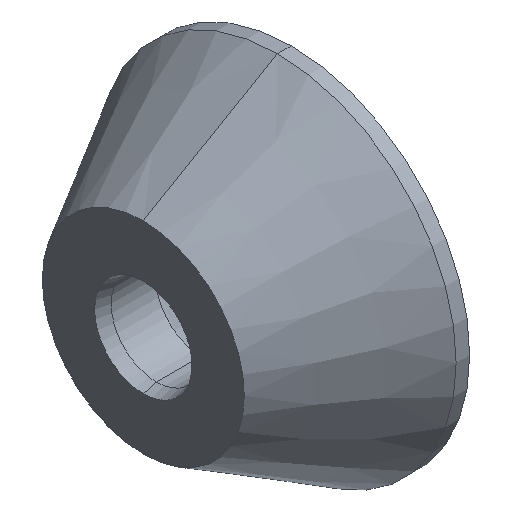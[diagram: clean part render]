
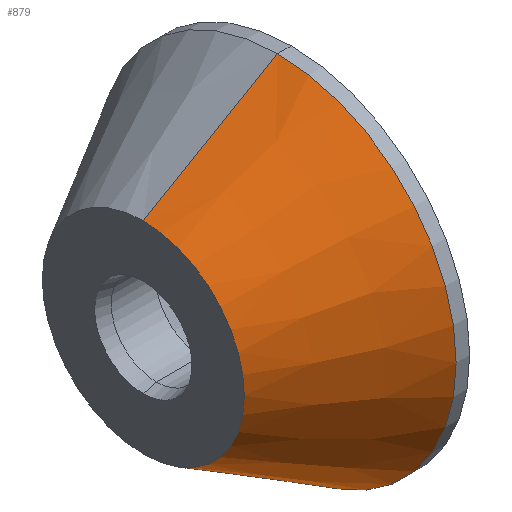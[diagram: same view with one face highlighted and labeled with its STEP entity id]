
A CAD part, isometric view. The second image highlights one B-rep face of the part: STEP entity #879.
In plain terms, the highlighted conical face has half-angle 30 degrees and reference radius 28 mm.
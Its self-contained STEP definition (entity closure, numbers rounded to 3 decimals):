
#5 = EDGE_LOOP ( 'NONE', ( #1118, #581, #744, #329 ) ) ;
#69 = EDGE_CURVE ( 'NONE', #620, #1346, #371, .T. ) ;
#106 = DIRECTION ( 'NONE',  ( 0.866, 0., 0.5 ) ) ;
#259 = CARTESIAN_POINT ( 'NONE',  ( 0., 0., 0. ) ) ;
#290 = DIRECTION ( 'NONE',  ( 0., 0., 1. ) ) ;
#300 = CARTESIAN_POINT ( 'NONE',  ( 0., 0., 0. ) ) ;
#329 = ORIENTED_EDGE ( 'NONE', *, *, #69, .T. ) ;
#340 = VECTOR ( 'NONE', #106, 1000. ) ;
#371 = CIRCLE ( 'NONE', #561, 49.5 ) ;
#429 = EDGE_CURVE ( 'NONE', #847, #1307, #667, .T. ) ;
#447 = AXIS2_PLACEMENT_3D ( 'NONE', #259, #783, #547 ) ;
#463 = EDGE_CURVE ( 'NONE', #847, #620, #1229, .T. ) ;
#537 = DIRECTION ( 'NONE',  ( 0.866, 0., -0.5 ) ) ;
#547 = DIRECTION ( 'NONE',  ( 0., 0., -1. ) ) ;
#561 = AXIS2_PLACEMENT_3D ( 'NONE', #1181, #597, #1546 ) ;
#581 = ORIENTED_EDGE ( 'NONE', *, *, #429, .F. ) ;
#585 = CARTESIAN_POINT ( 'NONE',  ( 37.239, 0., 49.5 ) ) ;
#597 = DIRECTION ( 'NONE',  ( -1., 0., 0. ) ) ;
#610 = FACE_OUTER_BOUND ( 'NONE', #5, .T. ) ;
#620 = VERTEX_POINT ( 'NONE', #1399 ) ;
#651 = VECTOR ( 'NONE', #537, 1000. ) ;
#667 = CIRCLE ( 'NONE', #1530, 28. ) ;
#708 = CARTESIAN_POINT ( 'NONE',  ( 0., 0., 28. ) ) ;
#714 = LINE ( 'NONE', #708, #340 ) ;
#744 = ORIENTED_EDGE ( 'NONE', *, *, #463, .T. ) ;
#783 = DIRECTION ( 'NONE',  ( 1., 0., 0. ) ) ;
#789 = CARTESIAN_POINT ( 'NONE',  ( 0., 0., -28. ) ) ;
#816 = EDGE_CURVE ( 'NONE', #1307, #1346, #714, .T. ) ;
#847 = VERTEX_POINT ( 'NONE', #1083 ) ;
#879 = ADVANCED_FACE ( 'NONE', ( #610 ), #1136, .T. ) ;
#1083 = CARTESIAN_POINT ( 'NONE',  ( 0., 0., -28. ) ) ;
#1118 = ORIENTED_EDGE ( 'NONE', *, *, #816, .F. ) ;
#1136 = CONICAL_SURFACE ( 'NONE', #447, 28., 0.524 ) ;
#1181 = CARTESIAN_POINT ( 'NONE',  ( 37.239, 0., 0. ) ) ;
#1229 = LINE ( 'NONE', #789, #651 ) ;
#1307 = VERTEX_POINT ( 'NONE', #1518 ) ;
#1346 = VERTEX_POINT ( 'NONE', #585 ) ;
#1347 = DIRECTION ( 'NONE',  ( -1., 0., 0. ) ) ;
#1399 = CARTESIAN_POINT ( 'NONE',  ( 37.239, 0., -49.5 ) ) ;
#1518 = CARTESIAN_POINT ( 'NONE',  ( 0., 0., 28. ) ) ;
#1530 = AXIS2_PLACEMENT_3D ( 'NONE', #300, #1347, #290 ) ;
#1546 = DIRECTION ( 'NONE',  ( 0., 0., -1. ) ) ;
